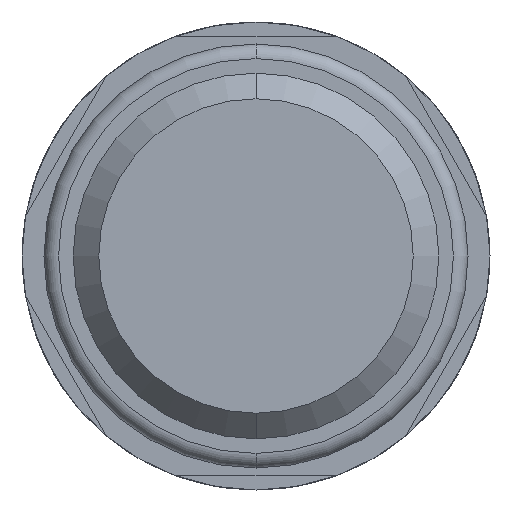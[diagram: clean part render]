
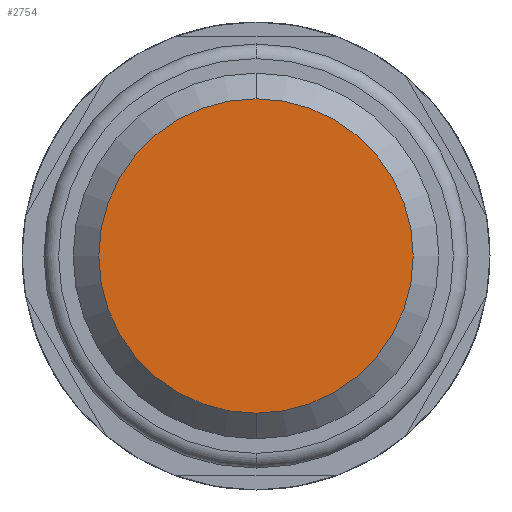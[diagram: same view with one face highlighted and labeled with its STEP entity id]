
A CAD part, front view. The second image highlights one B-rep face of the part: STEP entity #2754.
In plain terms, the highlighted planar face has unit normal (0, -1, 0).
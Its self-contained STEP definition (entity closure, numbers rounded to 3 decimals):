
#547 = DIRECTION ( 'NONE',  ( 0., 0., 1. ) ) ;
#596 = DIRECTION ( 'NONE',  ( 0., -1., 0. ) ) ;
#795 = CIRCLE ( 'NONE', #3035, 2.15 ) ;
#927 = VERTEX_POINT ( 'NONE', #8699 ) ;
#1106 = DIRECTION ( 'NONE',  ( 0., -1., 0. ) ) ;
#1426 = EDGE_LOOP ( 'NONE', ( #3344, #4407 ) ) ;
#1595 = EDGE_CURVE ( 'Defeature ausgef�hrt2_1+Defeature ausgef�hrt2_2+Defeature ausgef�hrt2_2+Defeature ausgef�hrt2_2', #5782, #927, #795, .T. ) ;
#1800 = DIRECTION ( 'NONE',  ( 0., 0., 1. ) ) ;
#2325 = AXIS2_PLACEMENT_3D ( 'NONE', #8664, #5238, #547 ) ;
#2636 = EDGE_CURVE ( 'Defeature ausgef�hrt2_1+Defeature ausgef�hrt2_2+Defeature ausgef�hrt2_2+Defeature ausgef�hrt2_2', #927, #5782, #7343, .T. ) ;
#2754 = ADVANCED_FACE ( 'Defeature ausgef�hrt2_1', ( #4342 ), #4558, .F. ) ;
#3035 = AXIS2_PLACEMENT_3D ( 'NONE', #5259, #596, #7325 ) ;
#3344 = ORIENTED_EDGE ( 'NONE', *, *, #2636, .T. ) ;
#4342 = FACE_OUTER_BOUND ( 'NONE', #1426, .T. ) ;
#4407 = ORIENTED_EDGE ( 'NONE', *, *, #1595, .T. ) ;
#4558 = PLANE ( 'NONE',  #2325 ) ;
#4692 = CARTESIAN_POINT ( 'NONE',  ( 0., 0., -2.15 ) ) ;
#4745 = AXIS2_PLACEMENT_3D ( 'NONE', #5155, #1106, #1800 ) ;
#5155 = CARTESIAN_POINT ( 'NONE',  ( 0., 0., 0. ) ) ;
#5238 = DIRECTION ( 'NONE',  ( 0., 1., 0. ) ) ;
#5259 = CARTESIAN_POINT ( 'NONE',  ( 0., 0., 0. ) ) ;
#5782 = VERTEX_POINT ( 'NONE', #4692 ) ;
#7325 = DIRECTION ( 'NONE',  ( 0., 0., 1. ) ) ;
#7343 = CIRCLE ( 'NONE', #4745, 2.15 ) ;
#8664 = CARTESIAN_POINT ( 'NONE',  ( 2.5, 0., 0. ) ) ;
#8699 = CARTESIAN_POINT ( 'NONE',  ( 0., 0., 2.15 ) ) ;
